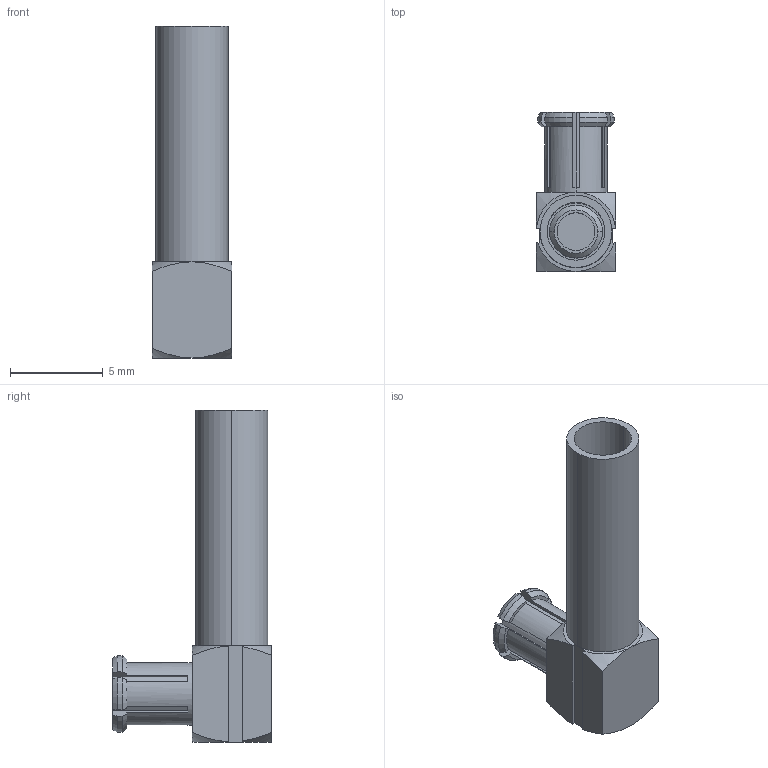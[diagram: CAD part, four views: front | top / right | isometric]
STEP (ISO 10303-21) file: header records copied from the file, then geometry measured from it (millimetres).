
FILE_DESCRIPTION (( 'STEP AP203' ), '1' );
FILE_NAME ('FMCN1841_3D.STEP', '2022-02-14T23:34:12', ( '' ), ( '' ), 'SwSTEP 2.0', 'SolidWorks 2021', '' );
FILE_SCHEMA (( 'CONFIG_CONTROL_DESIGN' ));
Length unit declared in the file: inch
Products named in the file (1): FMCN1841_3D
Bounding box: 4.27 x 8.56 x 17.88 mm (x, y, z)
Volume: 172.7 mm3; surface area: 622.8 mm2
Topology: 1 solids, 1 shells, 95 faces, 252 edges, 166 vertices
Faces by surface type: plane 51, cylinder 22, cone 22
Entity records: 3159 total; most frequent: CARTESIAN_POINT 722, ORIENTED_EDGE 504, DIRECTION 486, EDGE_CURVE 252, AXIS2_PLACEMENT_3D 186, VERTEX_POINT 166, VECTOR 114, LINE 114
